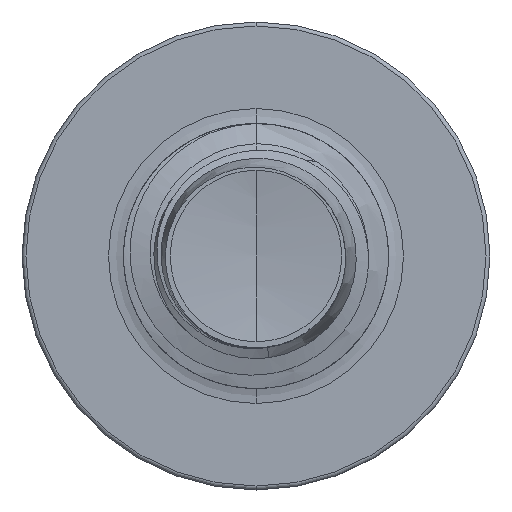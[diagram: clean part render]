
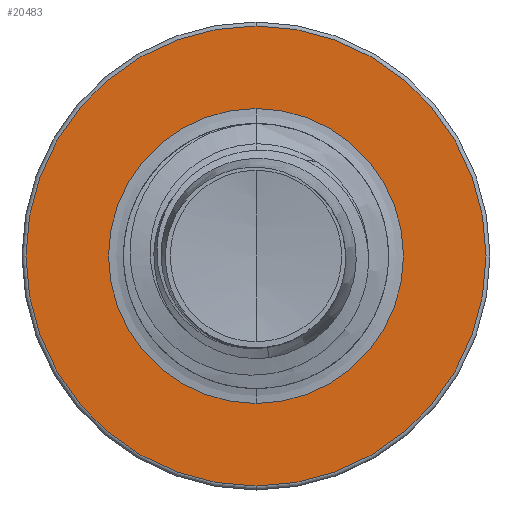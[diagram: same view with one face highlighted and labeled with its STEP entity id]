
A CAD part, front view. The second image highlights one B-rep face of the part: STEP entity #20483.
In plain terms, the highlighted planar face has unit normal (0, -1, 0).
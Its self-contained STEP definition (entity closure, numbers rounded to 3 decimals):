
#279 = DIRECTION ( 'NONE',  ( 0., 0., 1. ) ) ;
#878 = CARTESIAN_POINT ( 'NONE',  ( 0., 16., -2.605 ) ) ;
#2491 = EDGE_CURVE ( 'NONE', #34729, #4782, #35058, .T. ) ;
#3006 = EDGE_LOOP ( 'NONE', ( #15740, #34273 ) ) ;
#4782 = VERTEX_POINT ( 'NONE', #15145 ) ;
#5065 = CARTESIAN_POINT ( 'NONE',  ( 0., 16., 0. ) ) ;
#6315 = CIRCLE ( 'NONE', #25521, 1.67 ) ;
#7122 = CIRCLE ( 'NONE', #21084, 2.605 ) ;
#7532 = DIRECTION ( 'NONE',  ( 0., 1., 0. ) ) ;
#7574 = AXIS2_PLACEMENT_3D ( 'NONE', #24334, #7532, #27210 ) ;
#7760 = CARTESIAN_POINT ( 'NONE',  ( 0., 16., -1.67 ) ) ;
#7902 = DIRECTION ( 'NONE',  ( 0., 0., 1. ) ) ;
#9308 = VERTEX_POINT ( 'NONE', #18597 ) ;
#9371 = DIRECTION ( 'NONE',  ( 0., 0., 1. ) ) ;
#13651 = DIRECTION ( 'NONE',  ( 0., 1., 0. ) ) ;
#15145 = CARTESIAN_POINT ( 'NONE',  ( 0., 16., 1.67 ) ) ;
#15740 = ORIENTED_EDGE ( 'NONE', *, *, #27974, .F. ) ;
#17135 = DIRECTION ( 'NONE',  ( 0., 1., 0. ) ) ;
#17289 = EDGE_CURVE ( 'NONE', #4782, #34729, #6315, .T. ) ;
#18501 = EDGE_CURVE ( 'NONE', #28647, #9308, #23401, .T. ) ;
#18597 = CARTESIAN_POINT ( 'NONE',  ( 0., 16., 2.605 ) ) ;
#20483 = ADVANCED_FACE ( 'NONE', ( #32313, #31412 ), #31678, .F. ) ;
#21084 = AXIS2_PLACEMENT_3D ( 'NONE', #34087, #17135, #279 ) ;
#21860 = EDGE_LOOP ( 'NONE', ( #27587, #29214 ) ) ;
#23401 = CIRCLE ( 'NONE', #30549, 2.605 ) ;
#24334 = CARTESIAN_POINT ( 'NONE',  ( 0., 16., 0. ) ) ;
#24709 = DIRECTION ( 'NONE',  ( 0., 1., 0. ) ) ;
#25298 = AXIS2_PLACEMENT_3D ( 'NONE', #25964, #26215, #9371 ) ;
#25521 = AXIS2_PLACEMENT_3D ( 'NONE', #5065, #24709, #7902 ) ;
#25964 = CARTESIAN_POINT ( 'NONE',  ( 0., 16., -1.67 ) ) ;
#26215 = DIRECTION ( 'NONE',  ( 0., 1., 0. ) ) ;
#27210 = DIRECTION ( 'NONE',  ( 0., 0., 1. ) ) ;
#27587 = ORIENTED_EDGE ( 'NONE', *, *, #17289, .T. ) ;
#27974 = EDGE_CURVE ( 'NONE', #9308, #28647, #7122, .T. ) ;
#28647 = VERTEX_POINT ( 'NONE', #878 ) ;
#29214 = ORIENTED_EDGE ( 'NONE', *, *, #2491, .T. ) ;
#30549 = AXIS2_PLACEMENT_3D ( 'NONE', #30561, #13651, #33384 ) ;
#30561 = CARTESIAN_POINT ( 'NONE',  ( 0., 16., 0. ) ) ;
#31412 = FACE_BOUND ( 'NONE', #21860, .T. ) ;
#31678 = PLANE ( 'NONE',  #25298 ) ;
#32313 = FACE_OUTER_BOUND ( 'NONE', #3006, .T. ) ;
#33384 = DIRECTION ( 'NONE',  ( 0., 0., 1. ) ) ;
#34087 = CARTESIAN_POINT ( 'NONE',  ( 0., 16., 0. ) ) ;
#34273 = ORIENTED_EDGE ( 'NONE', *, *, #18501, .F. ) ;
#34729 = VERTEX_POINT ( 'NONE', #7760 ) ;
#35058 = CIRCLE ( 'NONE', #7574, 1.67 ) ;
